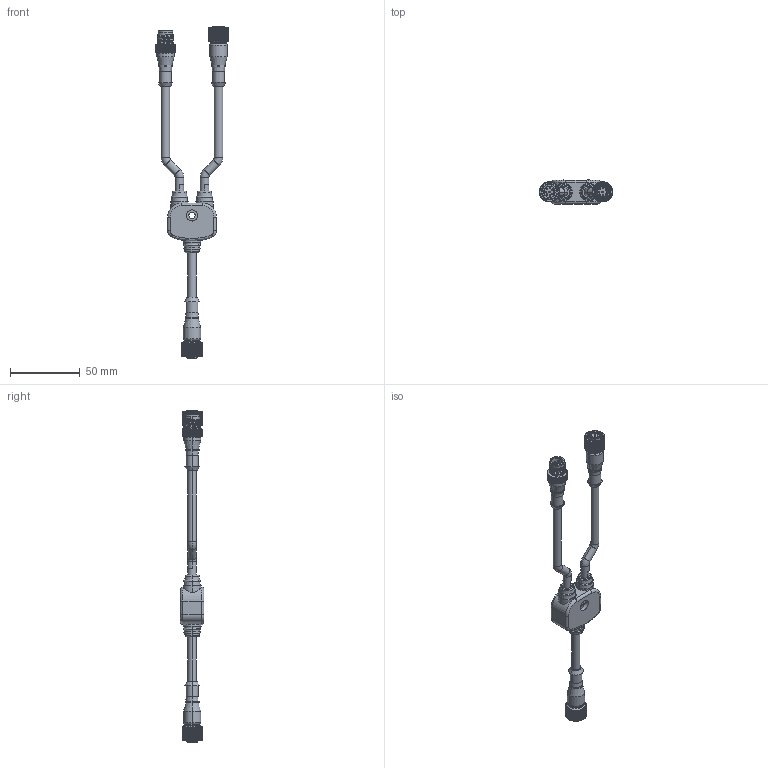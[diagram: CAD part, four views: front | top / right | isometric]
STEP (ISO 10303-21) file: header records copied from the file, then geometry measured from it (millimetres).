
FILE_DESCRIPTION((''),'2;1');
FILE_NAME('211356_ASM','2019-03-28T15:30:54',('pdmadmin'),('BANNER ENGINEERING'),'CREO PARAMETRIC BY PTC INC, 2018300','CREO PARAMETRIC BY PTC INC, 2018300','');
FILE_SCHEMA(('CONFIG_CONTROL_DESIGN'));
Products named in the file (17): 143080; 120187_CORDSET_ASSY; CABLE_610_XXXXX_INST; 134203; 134568; 134573; 306-00194; 134577_ASM; 134569; 153393_ASM; 133273; 122361; 122359; 122360; 133401_ASM; 153397_ASM; 211356_ASM
Assembly tree (32 placements, depth 4):
  211356_ASM
    143080
    120187_CORDSET_ASSY
    CABLE_610_XXXXX_INST  x2
    153393_ASM  x2
      134203
      134568
      134577_ASM
        134573
        306-00194  x8
      134569
    153397_ASM
      133273
      122361
      133401_ASM
        122359
        122360  x8
Bounding box: 52.5 x 17.2 x 238 mm (x, y, z)
Volume: 32006.4 mm3; surface area: 24328.3 mm2
Topology: 39 solids, 39 shells, 10615 faces, 23124 edges, 12674 vertices
Faces by surface type: bspline 6474, cylinder 2435, plane 1435, torus 150, cone 102, sphere 16, revolution 2, extrusion 1
Entity records: 305748 total; most frequent: CARTESIAN_POINT 208786, ORIENTED_EDGE 25946, EDGE_CURVE 12973, B_SPLINE_CURVE_WITH_KNOTS 10053, DIRECTION 8429, VERTEX_POINT 7102, EDGE_LOOP 6067, FACE_OUTER_BOUND 5960
